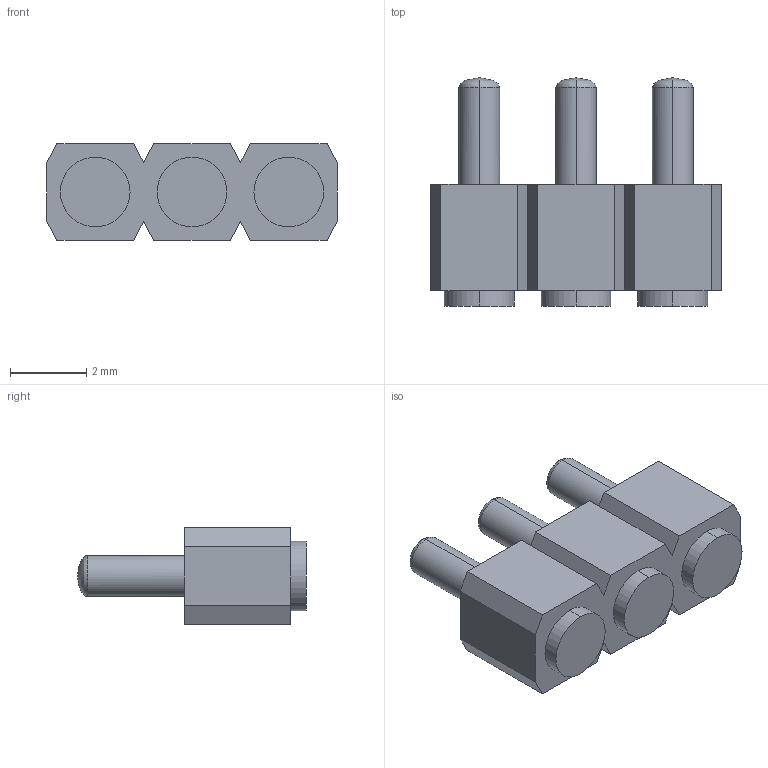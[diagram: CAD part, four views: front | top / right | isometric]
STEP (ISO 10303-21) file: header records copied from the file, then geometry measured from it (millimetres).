
FILE_DESCRIPTION (( 'STEP AP214' ), '1' );
FILE_NAME ('811-22-003-30-004101.STEP', '2022-05-11T04:12:21', ( '' ), ( '' ), 'SwSTEP 2.0', 'SolidWorks 2017', '' );
FILE_SCHEMA (( 'AUTOMOTIVE_DESIGN' ));
Length unit declared in the file: inch
Products named in the file (3): pin^811-22-xxx ASS; 811-22-xxx_003; 811-22-003-30-004101
Assembly tree (4 placements, depth 2):
  811-22-003-30-004101
    811-22-xxx_003
    pin^811-22-xxx ASS  x3
Bounding box: 7.62 x 5.99 x 2.54 mm (x, y, z)
Volume: 62.3 mm3; surface area: 198.6 mm2
Topology: 4 solids, 4 shells, 55 faces, 126 edges, 82 vertices
Faces by surface type: plane 31, cylinder 18, bspline 6
Entity records: 1474 total; most frequent: CARTESIAN_POINT 434, DIRECTION 190, ORIENTED_EDGE 188, EDGE_CURVE 94, VECTOR 70, LINE 70, VERTEX_POINT 62, AXIS2_PLACEMENT_3D 60
